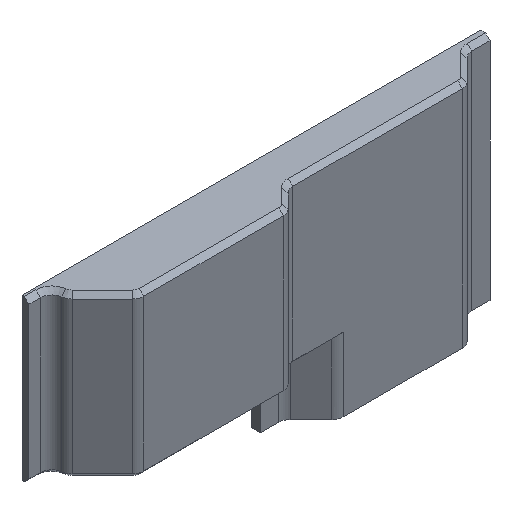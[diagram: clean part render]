
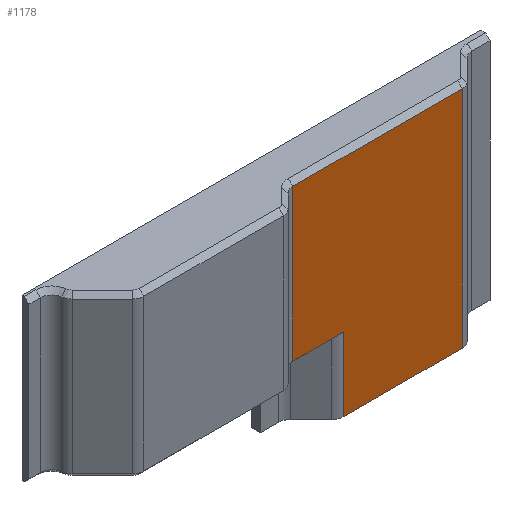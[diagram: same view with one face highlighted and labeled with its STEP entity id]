
A CAD part, isometric view. The second image highlights one B-rep face of the part: STEP entity #1178.
In plain terms, the highlighted planar face has unit normal (0, -1, 0).
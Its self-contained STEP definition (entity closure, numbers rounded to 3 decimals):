
#130=FACE_OUTER_BOUND('',#197,.T.);
#197=EDGE_LOOP('',(#936,#937,#938,#939,#940,#941));
#287=LINE('',#1875,#412);
#304=LINE('',#1919,#429);
#305=LINE('',#1923,#430);
#306=LINE('',#1925,#431);
#307=LINE('',#1927,#432);
#308=LINE('',#1928,#433);
#412=VECTOR('',#1513,10.);
#429=VECTOR('',#1556,10.);
#430=VECTOR('',#1561,10.);
#431=VECTOR('',#1562,10.);
#432=VECTOR('',#1563,10.);
#433=VECTOR('',#1564,10.);
#537=VERTEX_POINT('',#1868);
#539=VERTEX_POINT('',#1874);
#553=VERTEX_POINT('',#1918);
#554=VERTEX_POINT('',#1922);
#555=VERTEX_POINT('',#1924);
#556=VERTEX_POINT('',#1926);
#673=EDGE_CURVE('',#537,#539,#287,.T.);
#695=EDGE_CURVE('',#539,#553,#304,.T.);
#697=EDGE_CURVE('',#554,#537,#305,.T.);
#698=EDGE_CURVE('',#555,#554,#306,.T.);
#699=EDGE_CURVE('',#556,#555,#307,.T.);
#700=EDGE_CURVE('',#553,#556,#308,.T.);
#936=ORIENTED_EDGE('',*,*,#673,.F.);
#937=ORIENTED_EDGE('',*,*,#697,.F.);
#938=ORIENTED_EDGE('',*,*,#698,.F.);
#939=ORIENTED_EDGE('',*,*,#699,.F.);
#940=ORIENTED_EDGE('',*,*,#700,.F.);
#941=ORIENTED_EDGE('',*,*,#695,.F.);
#1123=PLANE('',#1293);
#1178=ADVANCED_FACE('',(#130),#1123,.T.);
#1293=AXIS2_PLACEMENT_3D('',#1921,#1559,#1560);
#1513=DIRECTION('',(1.,0.,0.));
#1556=DIRECTION('',(0.,0.,-1.));
#1559=DIRECTION('center_axis',(0.,-1.,0.));
#1560=DIRECTION('ref_axis',(1.,0.,0.));
#1561=DIRECTION('',(0.,0.,1.));
#1562=DIRECTION('',(-1.,0.,0.));
#1563=DIRECTION('',(0.,0.,1.));
#1564=DIRECTION('',(-1.,0.,0.));
#1868=CARTESIAN_POINT('',(-7.929,-16.,98.));
#1874=CARTESIAN_POINT('',(65.929,-16.,98.));
#1875=CARTESIAN_POINT('',(20.,-16.,98.));
#1918=CARTESIAN_POINT('',(65.929,-16.,0.));
#1919=CARTESIAN_POINT('',(65.929,-16.,0.));
#1921=CARTESIAN_POINT('Origin',(0.,-16.,0.));
#1922=CARTESIAN_POINT('',(-7.929,-16.,32.));
#1923=CARTESIAN_POINT('',(-7.929,-16.,50.));
#1924=CARTESIAN_POINT('',(14.071,-16.,32.));
#1925=CARTESIAN_POINT('',(-27.5,-16.,32.));
#1926=CARTESIAN_POINT('',(14.071,-16.,0.));
#1927=CARTESIAN_POINT('',(14.071,-16.,0.));
#1928=CARTESIAN_POINT('',(80.,-16.,0.));
